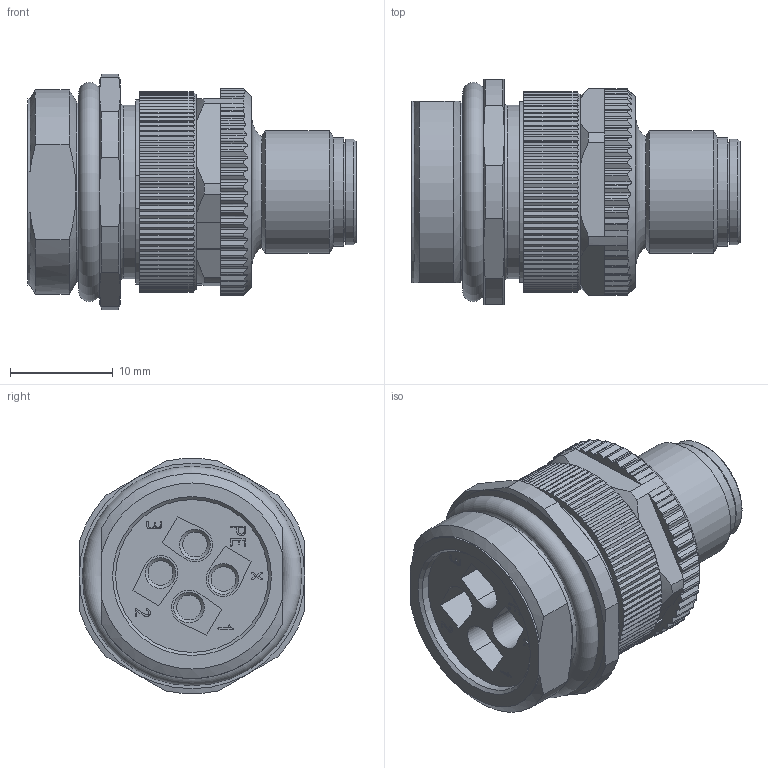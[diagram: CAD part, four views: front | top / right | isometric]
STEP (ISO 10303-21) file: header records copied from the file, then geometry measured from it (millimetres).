
FILE_DESCRIPTION(/* description */ (''),/* implementation_level */ '2;1');
FILE_NAME(/* name */ '99-0693-500-04-001-02.stp',/* time_stamp */ '2013-10-04T11:12:00+02:00',/* author */ (''),/* organization */ (''),/* preprocessor_version */ 'ST-DEVELOPER v14',/* originating_system */ 'SIEMENS PLM Software NX 8.0',/* authorisation */ '');
FILE_SCHEMA (('AUTOMOTIVE_DESIGN { 1 0 10303 214 3 1 1 1 }'));
Length unit declared in the file: millimetre
Products named in the file (1): cerl11F88A6C4sej
Bounding box: 32 x 22 x 22.93 mm (x, y, z)
Volume: 6774 mm3; surface area: 4176 mm2
Topology: 1 solids, 2 shells, 758 faces, 2105 edges, 1378 vertices
Faces by surface type: plane 409, cylinder 267, cone 32, extrusion 22, torus 17, sphere 6, bspline 5
Full cylindrical faces by diameter (mm): 1.5 x4, 2.37 x4, 2.4 x4, 8.15 x1, 9.6 x1, 10.3 x1, 10.6 x1, 12 x1, 14.9 x1, 16.9 x1, 17.3 x2
Entity records: 26092 total; most frequent: CARTESIAN_POINT 7589, ORIENTED_EDGE 4066, DIRECTION 3498, EDGE_CURVE 2033, VERTEX_POINT 1356, AXIS2_PLACEMENT_3D 1221, VECTOR 1056, LINE 1034
